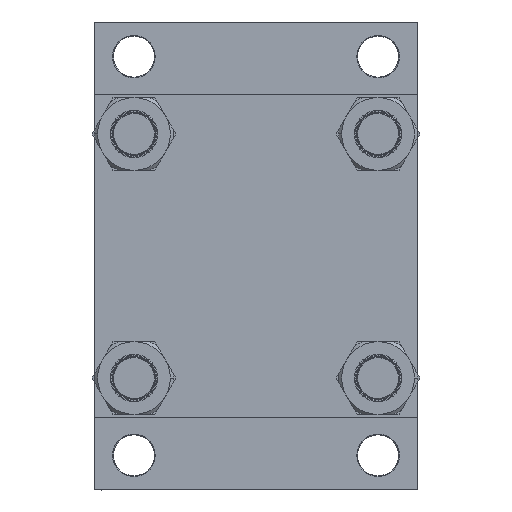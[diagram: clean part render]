
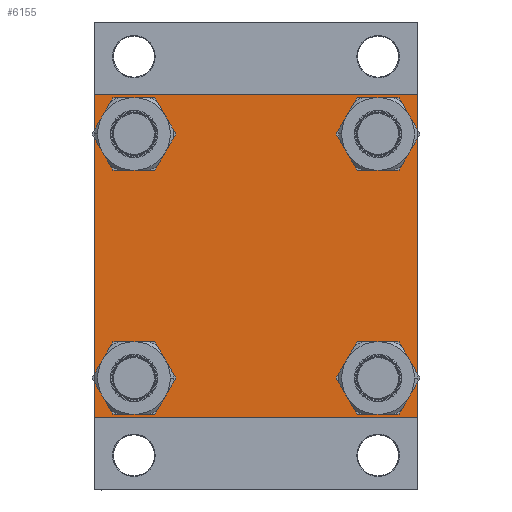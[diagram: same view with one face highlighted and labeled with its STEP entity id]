
A CAD part, left-side view. The second image highlights one B-rep face of the part: STEP entity #6155.
In plain terms, the highlighted planar face has unit normal (-1, 0, 0).
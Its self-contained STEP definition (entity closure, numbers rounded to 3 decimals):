
#213 = ORIENTED_EDGE ( 'NONE', *, *, #42634, .T. ) ;
#233 = CARTESIAN_POINT ( 'NONE',  ( 0., 77.45, -63.45 ) ) ;
#554 = CIRCLE ( 'NONE', #16722, 14. ) ;
#600 = CARTESIAN_POINT ( 'NONE',  ( 0., 102.5, -102. ) ) ;
#661 = VECTOR ( 'NONE', #21929, 1000. ) ;
#1047 = DIRECTION ( 'NONE',  ( 0., 0.707, -0.707 ) ) ;
#1591 = DIRECTION ( 'NONE',  ( 1., 0., 0. ) ) ;
#1853 = DIRECTION ( 'NONE',  ( 1., 0., 0. ) ) ;
#2052 = ORIENTED_EDGE ( 'NONE', *, *, #22854, .T. ) ;
#2387 = CIRCLE ( 'NONE', #37047, 14. ) ;
#2790 = EDGE_CURVE ( 'NONE', #14470, #10193, #46705, .T. ) ;
#3219 = CIRCLE ( 'NONE', #36312, 14. ) ;
#3563 = AXIS2_PLACEMENT_3D ( 'NONE', #8737, #45143, #10742 ) ;
#3603 = CARTESIAN_POINT ( 'NONE',  ( 0., 102.5, -102.5 ) ) ;
#3816 = ORIENTED_EDGE ( 'NONE', *, *, #7575, .F. ) ;
#4322 = VERTEX_POINT ( 'NONE', #600 ) ;
#4584 = EDGE_CURVE ( 'NONE', #13384, #32216, #554, .T. ) ;
#6155 = ADVANCED_FACE ( 'NONE', ( #43778, #12111, #8502, #41763, #7375 ), #27048, .T. ) ;
#6271 = EDGE_LOOP ( 'NONE', ( #47117, #41637 ) ) ;
#6909 = DIRECTION ( 'NONE',  ( 0., 0., 1. ) ) ;
#7076 = CARTESIAN_POINT ( 'NONE',  ( 0., -77.45, -63.45 ) ) ;
#7217 = ORIENTED_EDGE ( 'NONE', *, *, #44500, .F. ) ;
#7375 = FACE_OUTER_BOUND ( 'NONE', #19061, .T. ) ;
#7575 = EDGE_CURVE ( 'NONE', #31856, #32188, #15382, .T. ) ;
#7981 = VECTOR ( 'NONE', #36376, 1000. ) ;
#8502 = FACE_BOUND ( 'NONE', #34009, .T. ) ;
#8737 = CARTESIAN_POINT ( 'NONE',  ( 0., 0., 0. ) ) ;
#8774 = CARTESIAN_POINT ( 'NONE',  ( 0., -77.45, -91.45 ) ) ;
#8997 = ORIENTED_EDGE ( 'NONE', *, *, #46109, .T. ) ;
#9232 = CARTESIAN_POINT ( 'NONE',  ( 0., -102.25, 102.25 ) ) ;
#9695 = ORIENTED_EDGE ( 'NONE', *, *, #35410, .T. ) ;
#10124 = ORIENTED_EDGE ( 'NONE', *, *, #42534, .T. ) ;
#10179 = DIRECTION ( 'NONE',  ( 0., 0., -1. ) ) ;
#10193 = VERTEX_POINT ( 'NONE', #8774 ) ;
#10270 = ORIENTED_EDGE ( 'NONE', *, *, #2790, .T. ) ;
#10430 = VERTEX_POINT ( 'NONE', #30873 ) ;
#10623 = EDGE_CURVE ( 'NONE', #45279, #10430, #18548, .T. ) ;
#10742 = DIRECTION ( 'NONE',  ( 0., 0., 1. ) ) ;
#11372 = CARTESIAN_POINT ( 'NONE',  ( 0., -102.25, -102.25 ) ) ;
#11444 = DIRECTION ( 'NONE',  ( 1., 0., 0. ) ) ;
#11447 = VERTEX_POINT ( 'NONE', #233 ) ;
#11905 = LINE ( 'NONE', #34062, #39445 ) ;
#12111 = FACE_BOUND ( 'NONE', #19474, .T. ) ;
#12112 = VECTOR ( 'NONE', #40947, 1000. ) ;
#12846 = LINE ( 'NONE', #21483, #27126 ) ;
#13384 = VERTEX_POINT ( 'NONE', #14323 ) ;
#14323 = CARTESIAN_POINT ( 'NONE',  ( 0., -77.45, 63.45 ) ) ;
#14470 = VERTEX_POINT ( 'NONE', #7076 ) ;
#15336 = CIRCLE ( 'NONE', #26101, 14. ) ;
#15382 = LINE ( 'NONE', #15618, #12112 ) ;
#15618 = CARTESIAN_POINT ( 'NONE',  ( 0., 102.5, 102.5 ) ) ;
#16539 = VERTEX_POINT ( 'NONE', #34743 ) ;
#16554 = CARTESIAN_POINT ( 'NONE',  ( 0., 77.45, -77.45 ) ) ;
#16722 = AXIS2_PLACEMENT_3D ( 'NONE', #42217, #45842, #42464 ) ;
#17359 = ORIENTED_EDGE ( 'NONE', *, *, #42839, .T. ) ;
#17647 = ORIENTED_EDGE ( 'NONE', *, *, #42686, .T. ) ;
#17829 = DIRECTION ( 'NONE',  ( 1., 0., 0. ) ) ;
#18223 = AXIS2_PLACEMENT_3D ( 'NONE', #31522, #31045, #31760 ) ;
#18416 = AXIS2_PLACEMENT_3D ( 'NONE', #25547, #17829, #47484 ) ;
#18548 = LINE ( 'NONE', #3603, #661 ) ;
#18999 = DIRECTION ( 'NONE',  ( 0., 0., 1. ) ) ;
#19061 = EDGE_LOOP ( 'NONE', ( #17647, #47604, #23047, #17359, #7217, #213, #3816, #10124 ) ) ;
#19191 = CIRCLE ( 'NONE', #18416, 14. ) ;
#19474 = EDGE_LOOP ( 'NONE', ( #10270, #8997 ) ) ;
#19507 = CARTESIAN_POINT ( 'NONE',  ( 0., -77.45, 91.45 ) ) ;
#19765 = CARTESIAN_POINT ( 'NONE',  ( 0., 77.45, -91.45 ) ) ;
#20336 = CARTESIAN_POINT ( 'NONE',  ( 0., 102., -102.5 ) ) ;
#20407 = EDGE_CURVE ( 'NONE', #4322, #45279, #25575, .T. ) ;
#20456 = VERTEX_POINT ( 'NONE', #19765 ) ;
#20960 = VECTOR ( 'NONE', #31627, 1000. ) ;
#21483 = CARTESIAN_POINT ( 'NONE',  ( 0., 102.5, 102.5 ) ) ;
#21681 = LINE ( 'NONE', #44113, #7981 ) ;
#21929 = DIRECTION ( 'NONE',  ( 0., -1., 0. ) ) ;
#22648 = ORIENTED_EDGE ( 'NONE', *, *, #4584, .T. ) ;
#22854 = EDGE_CURVE ( 'NONE', #20456, #11447, #3219, .T. ) ;
#23047 = ORIENTED_EDGE ( 'NONE', *, *, #10623, .T. ) ;
#23386 = VERTEX_POINT ( 'NONE', #31550 ) ;
#23763 = DIRECTION ( 'NONE',  ( 0., 0., 1. ) ) ;
#25547 = CARTESIAN_POINT ( 'NONE',  ( 0., 77.45, -77.45 ) ) ;
#25575 = LINE ( 'NONE', #44383, #41670 ) ;
#26101 = AXIS2_PLACEMENT_3D ( 'NONE', #45717, #1591, #23763 ) ;
#26235 = CARTESIAN_POINT ( 'NONE',  ( 0., -77.45, -77.45 ) ) ;
#26540 = LINE ( 'NONE', #11372, #43344 ) ;
#27048 = PLANE ( 'NONE',  #3563 ) ;
#27126 = VECTOR ( 'NONE', #10179, 1000. ) ;
#27188 = CIRCLE ( 'NONE', #30259, 14. ) ;
#29175 = DIRECTION ( 'NONE',  ( 0., -0.707, -0.707 ) ) ;
#29195 = EDGE_LOOP ( 'NONE', ( #38804, #22648 ) ) ;
#30259 = AXIS2_PLACEMENT_3D ( 'NONE', #43797, #39928, #6909 ) ;
#30873 = CARTESIAN_POINT ( 'NONE',  ( 0., -102., -102.5 ) ) ;
#30931 = CARTESIAN_POINT ( 'NONE',  ( 0., -77.45, 77.45 ) ) ;
#31045 = DIRECTION ( 'NONE',  ( 1., 0., 0. ) ) ;
#31522 = CARTESIAN_POINT ( 'NONE',  ( 0., -77.45, -77.45 ) ) ;
#31550 = CARTESIAN_POINT ( 'NONE',  ( 0., -102.5, -102. ) ) ;
#31627 = DIRECTION ( 'NONE',  ( 0., 0.707, 0.707 ) ) ;
#31760 = DIRECTION ( 'NONE',  ( 0., 0., 1. ) ) ;
#31856 = VERTEX_POINT ( 'NONE', #38848 ) ;
#32188 = VERTEX_POINT ( 'NONE', #47026 ) ;
#32216 = VERTEX_POINT ( 'NONE', #19507 ) ;
#33766 = DIRECTION ( 'NONE',  ( 0., -0.707, 0.707 ) ) ;
#34009 = EDGE_LOOP ( 'NONE', ( #9695, #2052 ) ) ;
#34062 = CARTESIAN_POINT ( 'NONE',  ( 0., 102.25, 102.25 ) ) ;
#34743 = CARTESIAN_POINT ( 'NONE',  ( 0., 102.5, 102. ) ) ;
#34976 = EDGE_CURVE ( 'NONE', #35385, #45194, #15336, .T. ) ;
#35385 = VERTEX_POINT ( 'NONE', #46137 ) ;
#35410 = EDGE_CURVE ( 'NONE', #11447, #20456, #19191, .T. ) ;
#36312 = AXIS2_PLACEMENT_3D ( 'NONE', #16554, #1853, #43060 ) ;
#36376 = DIRECTION ( 'NONE',  ( 0., 0., -1. ) ) ;
#37047 = AXIS2_PLACEMENT_3D ( 'NONE', #30931, #11444, #44721 ) ;
#38033 = AXIS2_PLACEMENT_3D ( 'NONE', #26235, #41413, #18999 ) ;
#38674 = EDGE_CURVE ( 'NONE', #32216, #13384, #2387, .T. ) ;
#38804 = ORIENTED_EDGE ( 'NONE', *, *, #38674, .T. ) ;
#38848 = CARTESIAN_POINT ( 'NONE',  ( 0., 102., 102.5 ) ) ;
#39445 = VECTOR ( 'NONE', #1047, 1000. ) ;
#39530 = VERTEX_POINT ( 'NONE', #45663 ) ;
#39928 = DIRECTION ( 'NONE',  ( 1., 0., 0. ) ) ;
#40947 = DIRECTION ( 'NONE',  ( 0., -1., 0. ) ) ;
#41413 = DIRECTION ( 'NONE',  ( 1., 0., 0. ) ) ;
#41637 = ORIENTED_EDGE ( 'NONE', *, *, #34976, .T. ) ;
#41670 = VECTOR ( 'NONE', #29175, 1000. ) ;
#41763 = FACE_BOUND ( 'NONE', #6271, .T. ) ;
#42217 = CARTESIAN_POINT ( 'NONE',  ( 0., -77.45, 77.45 ) ) ;
#42464 = DIRECTION ( 'NONE',  ( 0., 0., 1. ) ) ;
#42534 = EDGE_CURVE ( 'NONE', #31856, #16539, #11905, .T. ) ;
#42634 = EDGE_CURVE ( 'NONE', #39530, #32188, #46358, .T. ) ;
#42686 = EDGE_CURVE ( 'NONE', #16539, #4322, #12846, .T. ) ;
#42839 = EDGE_CURVE ( 'NONE', #10430, #23386, #26540, .T. ) ;
#43060 = DIRECTION ( 'NONE',  ( 0., 0., 1. ) ) ;
#43344 = VECTOR ( 'NONE', #33766, 1000. ) ;
#43441 = CIRCLE ( 'NONE', #38033, 14. ) ;
#43778 = FACE_BOUND ( 'NONE', #29195, .T. ) ;
#43797 = CARTESIAN_POINT ( 'NONE',  ( 0., 77.45, 77.45 ) ) ;
#43882 = EDGE_CURVE ( 'NONE', #45194, #35385, #27188, .T. ) ;
#44113 = CARTESIAN_POINT ( 'NONE',  ( 0., -102.5, 102.5 ) ) ;
#44383 = CARTESIAN_POINT ( 'NONE',  ( 0., 102.25, -102.25 ) ) ;
#44500 = EDGE_CURVE ( 'NONE', #39530, #23386, #21681, .T. ) ;
#44721 = DIRECTION ( 'NONE',  ( 0., 0., 1. ) ) ;
#44729 = CARTESIAN_POINT ( 'NONE',  ( 0., 77.45, 91.45 ) ) ;
#45143 = DIRECTION ( 'NONE',  ( -1., 0., 0. ) ) ;
#45194 = VERTEX_POINT ( 'NONE', #44729 ) ;
#45279 = VERTEX_POINT ( 'NONE', #20336 ) ;
#45663 = CARTESIAN_POINT ( 'NONE',  ( 0., -102.5, 102. ) ) ;
#45717 = CARTESIAN_POINT ( 'NONE',  ( 0., 77.45, 77.45 ) ) ;
#45842 = DIRECTION ( 'NONE',  ( 1., 0., 0. ) ) ;
#46109 = EDGE_CURVE ( 'NONE', #10193, #14470, #43441, .T. ) ;
#46137 = CARTESIAN_POINT ( 'NONE',  ( 0., 77.45, 63.45 ) ) ;
#46358 = LINE ( 'NONE', #9232, #20960 ) ;
#46705 = CIRCLE ( 'NONE', #18223, 14. ) ;
#47026 = CARTESIAN_POINT ( 'NONE',  ( 0., -102., 102.5 ) ) ;
#47117 = ORIENTED_EDGE ( 'NONE', *, *, #43882, .T. ) ;
#47484 = DIRECTION ( 'NONE',  ( 0., 0., 1. ) ) ;
#47604 = ORIENTED_EDGE ( 'NONE', *, *, #20407, .T. ) ;
